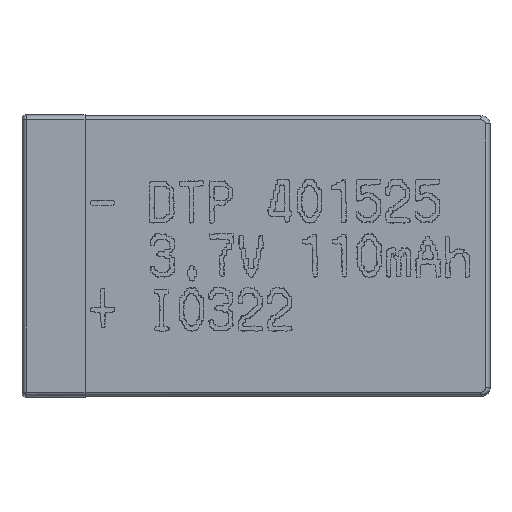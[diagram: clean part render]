
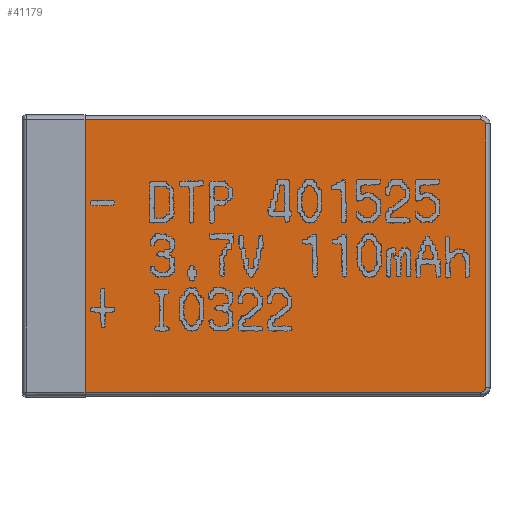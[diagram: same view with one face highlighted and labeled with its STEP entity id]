
A CAD part, top view. The second image highlights one B-rep face of the part: STEP entity #41179.
In plain terms, the highlighted free-form (B-spline) face has degree [1, 1] with [2, 2] control points.
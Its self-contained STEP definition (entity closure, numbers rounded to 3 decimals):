
#41152 = VERTEX_POINT('',#41153);
#41153 = CARTESIAN_POINT('',(12.,7.26,1.925));
#41161 = VERTEX_POINT('',#41162);
#41162 = CARTESIAN_POINT('',(-9.12,7.26,1.925));
#41168 = EDGE_CURVE('',#41161,#41152,#41169,.T.);
#41169 = B_SPLINE_CURVE_WITH_KNOTS('',1,(#41170,#41171),.UNSPECIFIED.,
  .F.,.F.,(2,2),(7.,51.),.PIECEWISE_BEZIER_KNOTS.);
#41170 = CARTESIAN_POINT('',(-9.12,7.26,1.925));
#41171 = CARTESIAN_POINT('',(12.,7.26,1.925));
#41179 = ADVANCED_FACE('',(#41180),#41218,.T.);
#41180 = FACE_BOUND('',#41181,.T.);
#41181 = EDGE_LOOP('',(#41182,#41189,#41196,#41204,#41211,#41217));
#41182 = ORIENTED_EDGE('',*,*,#41183,.F.);
#41183 = EDGE_CURVE('',#41184,#41161,#41186,.T.);
#41184 = VERTEX_POINT('',#41185);
#41185 = CARTESIAN_POINT('',(-9.12,-7.26,1.925));
#41186 = B_SPLINE_CURVE_WITH_KNOTS('',1,(#41187,#41188),.UNSPECIFIED.,
  .F.,.F.,(2,2),(-16.5,16.5),.PIECEWISE_BEZIER_KNOTS.);
#41187 = CARTESIAN_POINT('',(-9.12,-7.26,1.925));
#41188 = CARTESIAN_POINT('',(-9.12,7.26,1.925));
#41189 = ORIENTED_EDGE('',*,*,#41190,.F.);
#41190 = EDGE_CURVE('',#41191,#41184,#41193,.T.);
#41191 = VERTEX_POINT('',#41192);
#41192 = CARTESIAN_POINT('',(12.,-7.26,1.925));
#41193 = B_SPLINE_CURVE_WITH_KNOTS('',1,(#41194,#41195),.UNSPECIFIED.,
  .F.,.F.,(2,2),(0.,44.),.PIECEWISE_BEZIER_KNOTS.);
#41194 = CARTESIAN_POINT('',(12.,-7.26,1.925));
#41195 = CARTESIAN_POINT('',(-9.12,-7.26,1.925));
#41196 = ORIENTED_EDGE('',*,*,#41197,.F.);
#41197 = EDGE_CURVE('',#41198,#41191,#41200,.T.);
#41198 = VERTEX_POINT('',#41199);
#41199 = CARTESIAN_POINT('',(12.24,-7.04,1.925));
#41200 = ( BOUNDED_CURVE() B_SPLINE_CURVE(2,(#41201,#41202,#41203),
.UNSPECIFIED.,.F.,.F.) B_SPLINE_CURVE_WITH_KNOTS((3,3),(0.,
1.571),.PIECEWISE_BEZIER_KNOTS.) CURVE() 
GEOMETRIC_REPRESENTATION_ITEM() RATIONAL_B_SPLINE_CURVE((1.,
0.707,1.)) REPRESENTATION_ITEM('') );
#41201 = CARTESIAN_POINT('',(12.24,-7.04,1.925));
#41202 = CARTESIAN_POINT('',(12.24,-7.26,1.925));
#41203 = CARTESIAN_POINT('',(12.,-7.26,1.925));
#41204 = ORIENTED_EDGE('',*,*,#41205,.F.);
#41205 = EDGE_CURVE('',#41206,#41198,#41208,.T.);
#41206 = VERTEX_POINT('',#41207);
#41207 = CARTESIAN_POINT('',(12.24,7.04,1.925));
#41208 = B_SPLINE_CURVE_WITH_KNOTS('',1,(#41209,#41210),.UNSPECIFIED.,
  .F.,.F.,(2,2),(0.,32.),.PIECEWISE_BEZIER_KNOTS.);
#41209 = CARTESIAN_POINT('',(12.24,7.04,1.925));
#41210 = CARTESIAN_POINT('',(12.24,-7.04,1.925));
#41211 = ORIENTED_EDGE('',*,*,#41212,.F.);
#41212 = EDGE_CURVE('',#41152,#41206,#41213,.T.);
#41213 = ( BOUNDED_CURVE() B_SPLINE_CURVE(2,(#41214,#41215,#41216),
.UNSPECIFIED.,.F.,.F.) B_SPLINE_CURVE_WITH_KNOTS((3,3),(0.,
1.571),.PIECEWISE_BEZIER_KNOTS.) CURVE() 
GEOMETRIC_REPRESENTATION_ITEM() RATIONAL_B_SPLINE_CURVE((1.,
0.707,1.)) REPRESENTATION_ITEM('') );
#41214 = CARTESIAN_POINT('',(12.,7.26,1.925));
#41215 = CARTESIAN_POINT('',(12.24,7.26,1.925));
#41216 = CARTESIAN_POINT('',(12.24,7.04,1.925));
#41217 = ORIENTED_EDGE('',*,*,#41168,.F.);
#41218 = B_SPLINE_SURFACE_WITH_KNOTS('',1,1,(
    (#41219,#41220)
    ,(#41221,#41222
  )),.UNSPECIFIED.,.F.,.F.,.F.,(2,2),(2,2),(-19.,25.5),(-16.5,16.5),
  .PIECEWISE_BEZIER_KNOTS.);
#41219 = CARTESIAN_POINT('',(-9.12,-7.26,1.925));
#41220 = CARTESIAN_POINT('',(-9.12,7.26,1.925));
#41221 = CARTESIAN_POINT('',(12.24,-7.26,1.925));
#41222 = CARTESIAN_POINT('',(12.24,7.26,1.925));
